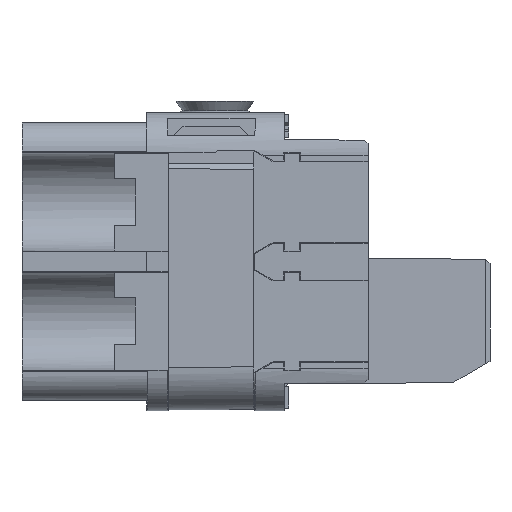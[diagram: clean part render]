
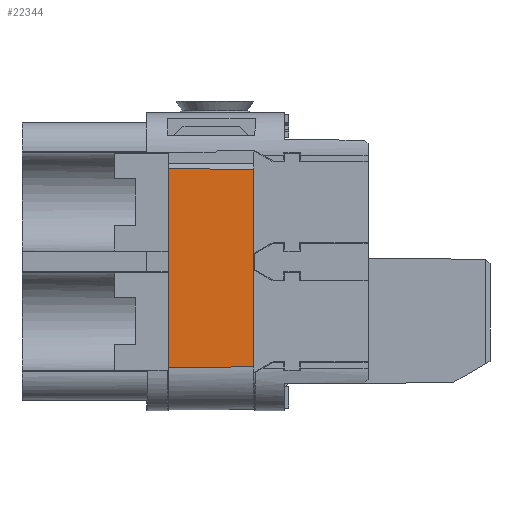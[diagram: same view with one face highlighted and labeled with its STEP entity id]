
A CAD part, left-side view. The second image highlights one B-rep face of the part: STEP entity #22344.
In plain terms, the highlighted planar face has unit normal (-1, -0.005, 0).
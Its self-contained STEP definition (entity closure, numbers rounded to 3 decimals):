
#21356=CARTESIAN_POINT('',(-10.453,8.049,
-7.607));
#21361=DIRECTION('',(0.,0.,1.));
#21362=VECTOR('',#21361,13.937);
#21363=CARTESIAN_POINT('',(-10.453,8.049,
-7.607));
#21364=LINE('',#21363,#21362);
#21454=DIRECTION('',(-0.005,1.,0.005));
#21455=VECTOR('',#21454,6.);
#21456=CARTESIAN_POINT('',(-10.453,8.049,
6.33));
#21457=LINE('',#21456,#21455);
#21461=DIRECTION('',(-0.005,1.,-0.005));
#21462=VECTOR('',#21461,6.);
#21463=CARTESIAN_POINT('',(-10.453,8.049,
-7.607));
#21464=LINE('',#21463,#21462);
#21468=DIRECTION('',(0.,0.,1.));
#21469=VECTOR('',#21468,14.);
#21470=CARTESIAN_POINT('',(-10.484,14.049,
-7.638));
#21471=LINE('',#21470,#21469);
#21854=CARTESIAN_POINT('',(-10.484,14.049,
6.362));
#21855=VERTEX_POINT('',#21854);
#21856=CARTESIAN_POINT('',(-10.484,14.049,
-7.638));
#21857=VERTEX_POINT('',#21856);
#21917=VERTEX_POINT('',#21356);
#21918=CARTESIAN_POINT('',(-10.453,8.049,
6.33));
#21919=VERTEX_POINT('',#21918);
#22332=CARTESIAN_POINT('',(-10.484,14.049,
10.745));
#22333=DIRECTION('',(-1.,-0.005,0.));
#22334=DIRECTION('',(0.,0.,1.));
#22335=AXIS2_PLACEMENT_3D('',#22332,#22333,#22334);
#22336=PLANE('',#22335);
#22338=ORIENTED_EDGE('',*,*,#22337,.T.);
#22339=ORIENTED_EDGE('',*,*,#22124,.T.);
#22340=ORIENTED_EDGE('',*,*,#22326,.F.);
#22341=ORIENTED_EDGE('',*,*,#22259,.F.);
#22342=EDGE_LOOP('',(#22338,#22339,#22340,#22341));
#22343=FACE_OUTER_BOUND('',#22342,.F.);
#22124=EDGE_CURVE('',#21857,#21855,#21471,.T.);
#22259=EDGE_CURVE('',#21917,#21919,#21364,.T.);
#22326=EDGE_CURVE('',#21919,#21855,#21457,.T.);
#22337=EDGE_CURVE('',#21917,#21857,#21464,.T.);
#22344=ADVANCED_FACE('',(#22343),#22336,.T.);
